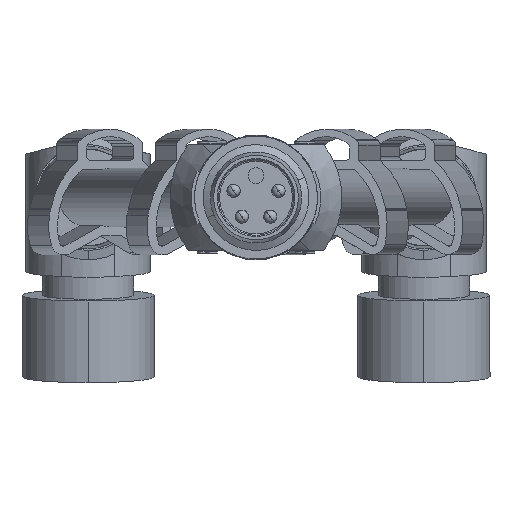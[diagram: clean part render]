
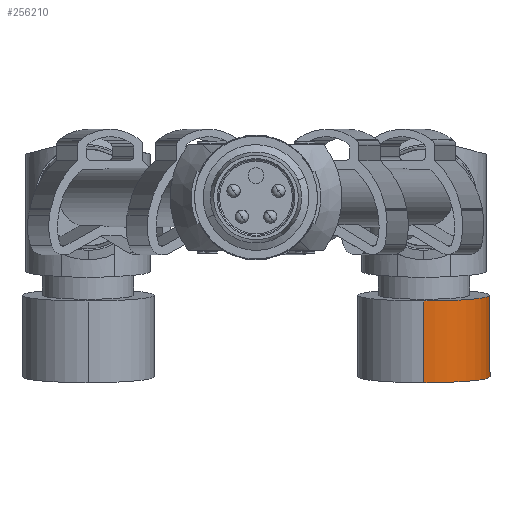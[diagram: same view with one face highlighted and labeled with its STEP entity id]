
A CAD part, left-side view. The second image highlights one B-rep face of the part: STEP entity #256210.
In plain terms, the highlighted cylindrical face has radius 5 mm (diameter 10 mm), a partial arc.
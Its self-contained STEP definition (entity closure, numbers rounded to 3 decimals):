
#255620=CARTESIAN_POINT('',(27.856,20.928,
213.529));
#255630=DIRECTION('',(0.996,0.,
0.087));
#255640=DIRECTION('',(0.087,0.,
-0.996));
#255650=AXIS2_PLACEMENT_3D('',#255620,#255630,#255640);
#255660=CIRCLE('',#255650,5.);
#255670=CARTESIAN_POINT('',(28.292,20.928,
208.548));
#255680=VERTEX_POINT('',#255670);
#255690=CARTESIAN_POINT('',(27.42,20.928,
218.51));
#255700=VERTEX_POINT('',#255690);
#255730=EDGE_CURVE('',#255700,#255680,#255660,.T.);
#255900=CARTESIAN_POINT('',(34.032,20.928,
214.07));
#255910=DIRECTION('',(0.996,0.,
0.087));
#255920=DIRECTION('',(0.087,0.,
-0.996));
#255930=AXIS2_PLACEMENT_3D('',#255900,#255910,#255920);
#255940=CYLINDRICAL_SURFACE('',#255930,5.);
#255950=CARTESIAN_POINT('',(33.596,20.928,
219.051));
#255960=DIRECTION('',(0.996,0.,
0.087));
#255970=VECTOR('',#255960,1.);
#255980=LINE('',#255950,#255970);
#255990=CARTESIAN_POINT('',(33.596,20.928,
219.051));
#256000=VERTEX_POINT('',#255990);
#256010=EDGE_CURVE('',#255700,#256000,#255980,.T.);
#256020=ORIENTED_EDGE('',*,*,#256010,.F.);
#256030=CARTESIAN_POINT('',(34.032,20.928,
214.07));
#256040=DIRECTION('',(0.996,0.,
0.087));
#256050=DIRECTION('',(0.087,0.,
-0.996));
#256060=AXIS2_PLACEMENT_3D('',#256030,#256040,#256050);
#256070=CIRCLE('',#256060,5.);
#256080=CARTESIAN_POINT('',(34.468,20.928,
209.089));
#256090=VERTEX_POINT('',#256080);
#256100=EDGE_CURVE('',#256000,#256090,#256070,.T.);
#256110=ORIENTED_EDGE('',*,*,#256100,.F.);
#256120=CARTESIAN_POINT('',(34.468,20.928,
209.089));
#256130=DIRECTION('',(0.996,0.,
0.087));
#256140=VECTOR('',#256130,1.);
#256150=LINE('',#256120,#256140);
#256160=EDGE_CURVE('',#255680,#256090,#256150,.T.);
#256170=ORIENTED_EDGE('',*,*,#256160,.T.);
#256180=ORIENTED_EDGE('',*,*,#255730,.T.);
#256190=EDGE_LOOP('',(#256180,#256170,#256110,#256020));
#256200=FACE_OUTER_BOUND('',#256190,.T.);
#256210=ADVANCED_FACE('',(#256200),#255940,.T.);
